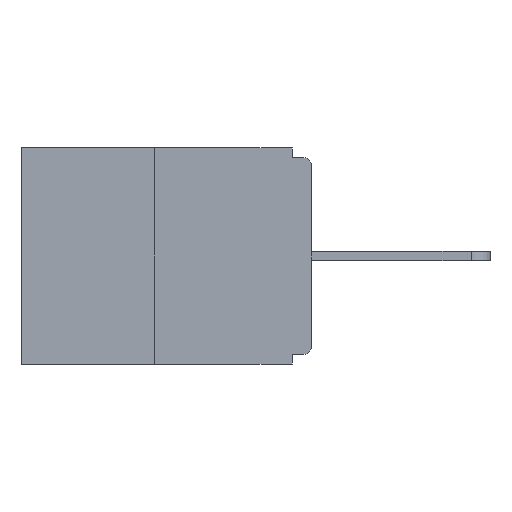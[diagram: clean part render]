
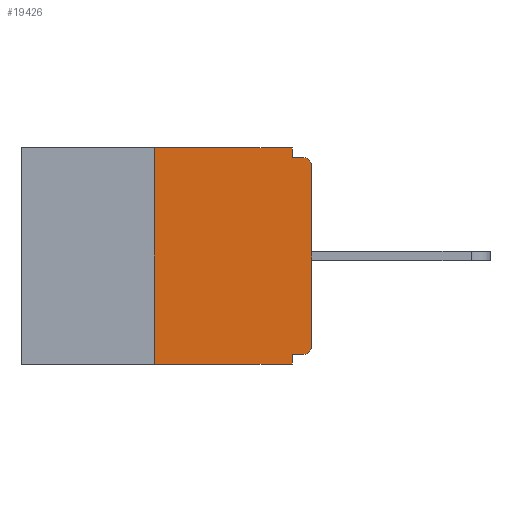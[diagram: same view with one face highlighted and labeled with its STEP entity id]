
A CAD part, left-side view. The second image highlights one B-rep face of the part: STEP entity #19426.
In plain terms, the highlighted planar face has unit normal (-1, 0, 0).
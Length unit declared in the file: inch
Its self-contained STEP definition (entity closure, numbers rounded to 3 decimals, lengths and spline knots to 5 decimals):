
#88 = CARTESIAN_POINT ( 'NONE',  ( 0., 0.031, -0.343 ) ) ;
#341 = CARTESIAN_POINT ( 'NONE',  ( 0., 0.015, -0.015 ) ) ;
#576 = CARTESIAN_POINT ( 'NONE',  ( 0., 0.015, -0.03 ) ) ;
#627 = CARTESIAN_POINT ( 'NONE',  ( 0., 0.46, -0.343 ) ) ;
#710 = VECTOR ( 'NONE', #19074, 39.37008 ) ;
#718 = VECTOR ( 'NONE', #18571, 39.37008 ) ;
#771 = EDGE_CURVE ( 'NONE', #7700, #18434, #20984, .T. ) ;
#981 = DIRECTION ( 'NONE',  ( 1., 0., 0. ) ) ;
#1127 = ORIENTED_EDGE ( 'NONE', *, *, #10508, .T. ) ;
#1498 = LINE ( 'NONE', #20929, #6889 ) ;
#1675 = ORIENTED_EDGE ( 'NONE', *, *, #20163, .F. ) ;
#1743 = LINE ( 'NONE', #5373, #3005 ) ;
#1816 = ORIENTED_EDGE ( 'NONE', *, *, #9957, .T. ) ;
#1895 = EDGE_CURVE ( 'NONE', #17942, #3546, #1743, .T. ) ;
#2271 = CARTESIAN_POINT ( 'NONE',  ( 0., 0.031, -0.328 ) ) ;
#2467 = CARTESIAN_POINT ( 'NONE',  ( 0., 0., -0.015 ) ) ;
#3005 = VECTOR ( 'NONE', #15621, 39.37008 ) ;
#3180 = CARTESIAN_POINT ( 'NONE',  ( 0., 0.015, -0.328 ) ) ;
#3416 = DIRECTION ( 'NONE',  ( 0., 0., -1. ) ) ;
#3546 = VERTEX_POINT ( 'NONE', #19330 ) ;
#4203 = CARTESIAN_POINT ( 'NONE',  ( 0., 0.46, 0. ) ) ;
#4263 = ORIENTED_EDGE ( 'NONE', *, *, #11352, .F. ) ;
#4341 = DIRECTION ( 'NONE',  ( 0., -1., 0. ) ) ;
#4859 = CARTESIAN_POINT ( 'NONE',  ( 0., 0., -0.03 ) ) ;
#4963 = CARTESIAN_POINT ( 'NONE',  ( 0., 0., -0.313 ) ) ;
#5373 = CARTESIAN_POINT ( 'NONE',  ( 0., 0.46, 0. ) ) ;
#5630 = PLANE ( 'NONE',  #20586 ) ;
#6380 = DIRECTION ( 'NONE',  ( 0., 0., -1. ) ) ;
#6833 = ORIENTED_EDGE ( 'NONE', *, *, #771, .T. ) ;
#6889 = VECTOR ( 'NONE', #9377, 39.37008 ) ;
#7043 = DIRECTION ( 'NONE',  ( -1., 0., 0. ) ) ;
#7066 = CIRCLE ( 'NONE', #12639, 0.015 ) ;
#7404 = EDGE_CURVE ( 'NONE', #3546, #10293, #12081, .T. ) ;
#7422 = DIRECTION ( 'NONE',  ( 0., 0., -1. ) ) ;
#7700 = VERTEX_POINT ( 'NONE', #15698 ) ;
#8522 = LINE ( 'NONE', #2467, #16257 ) ;
#8788 = LINE ( 'NONE', #14402, #14718 ) ;
#9145 = ORIENTED_EDGE ( 'NONE', *, *, #17846, .T. ) ;
#9353 = EDGE_CURVE ( 'NONE', #7700, #17942, #15893, .T. ) ;
#9377 = DIRECTION ( 'NONE',  ( 0., 1., 0. ) ) ;
#9529 = LINE ( 'NONE', #21162, #15915 ) ;
#9753 = DIRECTION ( 'NONE',  ( 0., 0., 1. ) ) ;
#9768 = CIRCLE ( 'NONE', #15139, 0.015 ) ;
#9883 = ORIENTED_EDGE ( 'NONE', *, *, #7404, .F. ) ;
#9957 = EDGE_CURVE ( 'NONE', #10745, #13732, #9529, .T. ) ;
#10293 = VERTEX_POINT ( 'NONE', #15176 ) ;
#10321 = DIRECTION ( 'NONE',  ( 0., 0., -1. ) ) ;
#10508 = EDGE_CURVE ( 'NONE', #13732, #15219, #7066, .T. ) ;
#10745 = VERTEX_POINT ( 'NONE', #4963 ) ;
#11352 = EDGE_CURVE ( 'NONE', #12205, #18434, #8788, .T. ) ;
#11692 = EDGE_CURVE ( 'NONE', #10293, #15219, #8522, .T. ) ;
#11725 = DIRECTION ( 'NONE',  ( -1., 0., 0. ) ) ;
#12081 = LINE ( 'NONE', #19259, #18010 ) ;
#12205 = VERTEX_POINT ( 'NONE', #2271 ) ;
#12639 = AXIS2_PLACEMENT_3D ( 'NONE', #576, #7043, #10321 ) ;
#12698 = ORIENTED_EDGE ( 'NONE', *, *, #11692, .F. ) ;
#13732 = VERTEX_POINT ( 'NONE', #4859 ) ;
#14301 = DIRECTION ( 'NONE',  ( 0., 0., -1. ) ) ;
#14402 = CARTESIAN_POINT ( 'NONE',  ( 0., 0.031, -0.343 ) ) ;
#14588 = ORIENTED_EDGE ( 'NONE', *, *, #1895, .F. ) ;
#14718 = VECTOR ( 'NONE', #6380, 39.37008 ) ;
#15099 = CARTESIAN_POINT ( 'NONE',  ( 0., 0.015, -0.313 ) ) ;
#15139 = AXIS2_PLACEMENT_3D ( 'NONE', #15099, #11725, #3416 ) ;
#15176 = CARTESIAN_POINT ( 'NONE',  ( 0., 0.031, -0.015 ) ) ;
#15219 = VERTEX_POINT ( 'NONE', #341 ) ;
#15621 = DIRECTION ( 'NONE',  ( 0., -1., 0. ) ) ;
#15698 = CARTESIAN_POINT ( 'NONE',  ( 0., 0.25, -0.343 ) ) ;
#15893 = LINE ( 'NONE', #18856, #710 ) ;
#15915 = VECTOR ( 'NONE', #9753, 39.37008 ) ;
#15918 = EDGE_LOOP ( 'NONE', ( #14588, #17257, #6833, #4263, #1675, #9145, #1816, #1127, #12698, #9883 ) ) ;
#16106 = VERTEX_POINT ( 'NONE', #3180 ) ;
#16257 = VECTOR ( 'NONE', #4341, 39.37008 ) ;
#16992 = FACE_OUTER_BOUND ( 'NONE', #15918, .T. ) ;
#17257 = ORIENTED_EDGE ( 'NONE', *, *, #9353, .F. ) ;
#17846 = EDGE_CURVE ( 'NONE', #16106, #10745, #9768, .T. ) ;
#17942 = VERTEX_POINT ( 'NONE', #19976 ) ;
#18010 = VECTOR ( 'NONE', #14301, 39.37008 ) ;
#18434 = VERTEX_POINT ( 'NONE', #88 ) ;
#18571 = DIRECTION ( 'NONE',  ( 0., -1., 0. ) ) ;
#18856 = CARTESIAN_POINT ( 'NONE',  ( 0., 0.25, 0. ) ) ;
#19074 = DIRECTION ( 'NONE',  ( 0., 0., 1. ) ) ;
#19259 = CARTESIAN_POINT ( 'NONE',  ( 0., 0.031, 0. ) ) ;
#19330 = CARTESIAN_POINT ( 'NONE',  ( 0., 0.031, 0. ) ) ;
#19426 = ADVANCED_FACE ( 'NONE', ( #16992 ), #5630, .F. ) ;
#19976 = CARTESIAN_POINT ( 'NONE',  ( 0., 0.25, 0. ) ) ;
#20163 = EDGE_CURVE ( 'NONE', #16106, #12205, #1498, .T. ) ;
#20586 = AXIS2_PLACEMENT_3D ( 'NONE', #4203, #981, #7422 ) ;
#20929 = CARTESIAN_POINT ( 'NONE',  ( 0., 0., -0.328 ) ) ;
#20984 = LINE ( 'NONE', #627, #718 ) ;
#21162 = CARTESIAN_POINT ( 'NONE',  ( 0., 0., 0. ) ) ;
